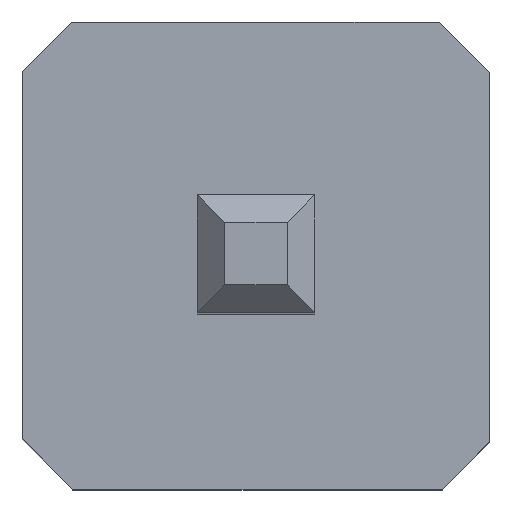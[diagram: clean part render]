
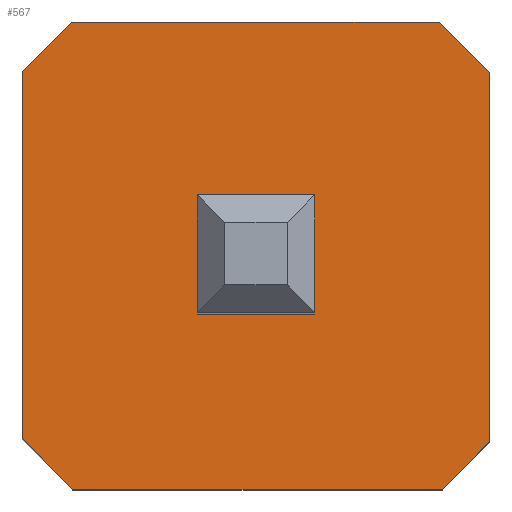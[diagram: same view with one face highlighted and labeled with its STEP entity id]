
A CAD part, top view. The second image highlights one B-rep face of the part: STEP entity #567.
In plain terms, the highlighted planar face has unit normal (0, 0, 1).
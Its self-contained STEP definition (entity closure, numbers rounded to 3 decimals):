
#18=FACE_BOUND('',#72,.T.);
#37=FACE_OUTER_BOUND('',#71,.T.);
#71=EDGE_LOOP('',(#437,#438,#439,#440,#441,#442,#443,#444));
#72=EDGE_LOOP('',(#445,#446,#447,#448));
#106=LINE('',#813,#182);
#109=LINE('',#818,#185);
#111=LINE('',#822,#187);
#112=LINE('',#824,#188);
#115=LINE('',#832,#191);
#118=LINE('',#838,#194);
#121=LINE('',#844,#197);
#124=LINE('',#850,#200);
#127=LINE('',#856,#203);
#130=LINE('',#862,#206);
#133=LINE('',#868,#209);
#136=LINE('',#872,#212);
#182=VECTOR('',#662,10.);
#185=VECTOR('',#667,10.);
#187=VECTOR('',#671,10.);
#188=VECTOR('',#674,10.);
#191=VECTOR('',#679,10.);
#194=VECTOR('',#684,10.);
#197=VECTOR('',#689,10.);
#200=VECTOR('',#694,10.);
#203=VECTOR('',#699,10.);
#206=VECTOR('',#704,10.);
#209=VECTOR('',#709,10.);
#212=VECTOR('',#714,10.);
#253=VERTEX_POINT('',#810);
#254=VERTEX_POINT('',#812);
#255=VERTEX_POINT('',#816);
#256=VERTEX_POINT('',#820);
#259=VERTEX_POINT('',#829);
#260=VERTEX_POINT('',#831);
#262=VERTEX_POINT('',#837);
#264=VERTEX_POINT('',#843);
#266=VERTEX_POINT('',#849);
#268=VERTEX_POINT('',#855);
#270=VERTEX_POINT('',#861);
#272=VERTEX_POINT('',#867);
#306=EDGE_CURVE('',#254,#253,#106,.T.);
#309=EDGE_CURVE('',#253,#255,#109,.T.);
#311=EDGE_CURVE('',#255,#256,#111,.T.);
#312=EDGE_CURVE('',#256,#254,#112,.T.);
#315=EDGE_CURVE('',#260,#259,#115,.T.);
#318=EDGE_CURVE('',#262,#260,#118,.T.);
#321=EDGE_CURVE('',#264,#262,#121,.T.);
#324=EDGE_CURVE('',#266,#264,#124,.T.);
#327=EDGE_CURVE('',#268,#266,#127,.T.);
#330=EDGE_CURVE('',#270,#268,#130,.T.);
#333=EDGE_CURVE('',#272,#270,#133,.T.);
#336=EDGE_CURVE('',#259,#272,#136,.T.);
#437=ORIENTED_EDGE('',*,*,#336,.T.);
#438=ORIENTED_EDGE('',*,*,#333,.T.);
#439=ORIENTED_EDGE('',*,*,#330,.T.);
#440=ORIENTED_EDGE('',*,*,#327,.T.);
#441=ORIENTED_EDGE('',*,*,#324,.T.);
#442=ORIENTED_EDGE('',*,*,#321,.T.);
#443=ORIENTED_EDGE('',*,*,#318,.T.);
#444=ORIENTED_EDGE('',*,*,#315,.T.);
#445=ORIENTED_EDGE('',*,*,#312,.T.);
#446=ORIENTED_EDGE('',*,*,#306,.T.);
#447=ORIENTED_EDGE('',*,*,#309,.T.);
#448=ORIENTED_EDGE('',*,*,#311,.T.);
#534=PLANE('',#615);
#567=ADVANCED_FACE('',(#37,#18),#534,.T.);
#615=AXIS2_PLACEMENT_3D('',#873,#715,#716);
#662=DIRECTION('',(0.,-1.,0.));
#667=DIRECTION('',(-1.,0.,0.));
#671=DIRECTION('',(0.,1.,0.));
#674=DIRECTION('',(1.,0.,0.));
#679=DIRECTION('',(0.,-1.,0.));
#684=DIRECTION('',(-0.707,-0.707,0.));
#689=DIRECTION('',(-1.,0.,0.));
#694=DIRECTION('',(-0.707,0.707,0.));
#699=DIRECTION('',(0.,1.,0.));
#704=DIRECTION('',(0.707,0.707,0.));
#709=DIRECTION('',(1.,0.,0.));
#714=DIRECTION('',(0.707,-0.707,0.));
#715=DIRECTION('center_axis',(0.,0.,1.));
#716=DIRECTION('ref_axis',(1.,0.,0.));
#810=CARTESIAN_POINT('',(0.32,-0.32,2.54));
#812=CARTESIAN_POINT('',(0.32,0.32,2.54));
#813=CARTESIAN_POINT('',(0.32,0.32,2.54));
#816=CARTESIAN_POINT('',(-0.32,-0.32,2.54));
#818=CARTESIAN_POINT('',(0.32,-0.32,2.54));
#820=CARTESIAN_POINT('',(-0.32,0.32,2.54));
#822=CARTESIAN_POINT('',(-0.32,-0.32,2.54));
#824=CARTESIAN_POINT('',(-0.32,0.32,2.54));
#829=CARTESIAN_POINT('',(-1.27,-0.996,2.54));
#831=CARTESIAN_POINT('',(-1.27,1.003,2.54));
#832=CARTESIAN_POINT('',(-1.27,-1.27,2.54));
#837=CARTESIAN_POINT('',(-1.003,1.27,2.54));
#838=CARTESIAN_POINT('',(-1.003,1.27,2.54));
#843=CARTESIAN_POINT('',(0.996,1.27,2.54));
#844=CARTESIAN_POINT('',(-1.27,1.27,2.54));
#849=CARTESIAN_POINT('',(1.27,0.996,2.54));
#850=CARTESIAN_POINT('',(0.996,1.27,2.54));
#855=CARTESIAN_POINT('',(1.27,-1.013,2.54));
#856=CARTESIAN_POINT('',(1.27,1.27,2.54));
#861=CARTESIAN_POINT('',(1.013,-1.27,2.54));
#862=CARTESIAN_POINT('',(1.013,-1.27,2.54));
#867=CARTESIAN_POINT('',(-0.996,-1.27,2.54));
#868=CARTESIAN_POINT('',(1.27,-1.27,2.54));
#872=CARTESIAN_POINT('',(-1.27,-0.996,2.54));
#873=CARTESIAN_POINT('Origin',(0.,0.,2.54));
